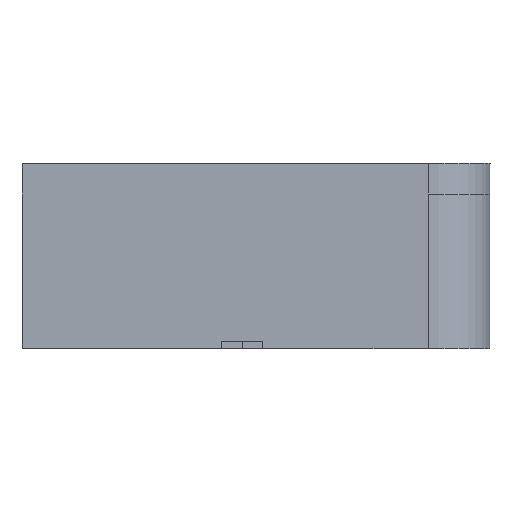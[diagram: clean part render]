
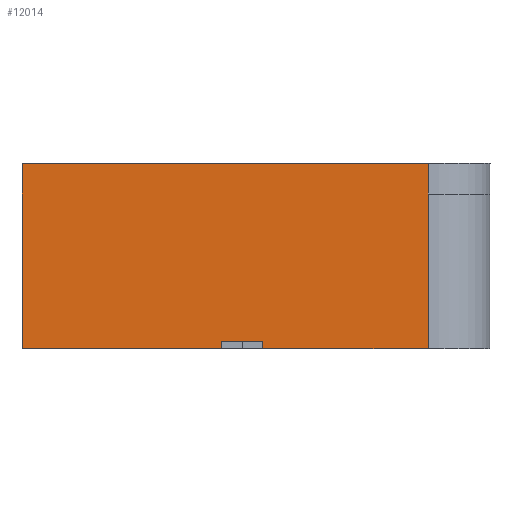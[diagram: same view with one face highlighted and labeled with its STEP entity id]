
A CAD part, left-side view. The second image highlights one B-rep face of the part: STEP entity #12014.
In plain terms, the highlighted planar face has unit normal (-1, 0, 0).
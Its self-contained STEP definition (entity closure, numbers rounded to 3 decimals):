
#59 = VECTOR ( 'NONE', #11124, 1000. ) ;
#282 = VECTOR ( 'NONE', #1044, 1000. ) ;
#338 = DIRECTION ( 'NONE',  ( -1., 0., 0. ) ) ;
#358 = CARTESIAN_POINT ( 'NONE',  ( 97.7, 20.4, 67.111 ) ) ;
#761 = CARTESIAN_POINT ( 'NONE',  ( 97.7, -5.3, -38.096 ) ) ;
#1031 = ORIENTED_EDGE ( 'NONE', *, *, #6067, .F. ) ;
#1044 = DIRECTION ( 'NONE',  ( 0., 0., -1. ) ) ;
#1089 = CARTESIAN_POINT ( 'NONE',  ( 97.7, -32., -14.096 ) ) ;
#1458 = PLANE ( 'NONE',  #10158 ) ;
#1478 = ORIENTED_EDGE ( 'NONE', *, *, #7173, .T. ) ;
#1545 = VECTOR ( 'NONE', #2251, 1000. ) ;
#1612 = DIRECTION ( 'NONE',  ( 0., 0., -1. ) ) ;
#1669 = LINE ( 'NONE', #10282, #3767 ) ;
#1684 = CARTESIAN_POINT ( 'NONE',  ( 97.7, -37., -38.096 ) ) ;
#1731 = CARTESIAN_POINT ( 'NONE',  ( 97.7, -5.3, -37.096 ) ) ;
#1741 = CARTESIAN_POINT ( 'NONE',  ( 97.7, 20.4, -18.096 ) ) ;
#1746 = CARTESIAN_POINT ( 'NONE',  ( 97.7, 20.4, -14.096 ) ) ;
#1832 = VECTOR ( 'NONE', #6489, 1000. ) ;
#2251 = DIRECTION ( 'NONE',  ( 0., 1., 0. ) ) ;
#2305 = CARTESIAN_POINT ( 'NONE',  ( 97.7, -10.7, -37.096 ) ) ;
#2914 = EDGE_CURVE ( 'NONE', #7318, #9095, #6353, .T. ) ;
#3046 = ORIENTED_EDGE ( 'NONE', *, *, #3981, .F. ) ;
#3344 = ORIENTED_EDGE ( 'NONE', *, *, #4156, .F. ) ;
#3363 = VERTEX_POINT ( 'NONE', #1089 ) ;
#3423 = VECTOR ( 'NONE', #1612, 1000. ) ;
#3688 = LINE ( 'NONE', #9534, #5747 ) ;
#3767 = VECTOR ( 'NONE', #4792, 1000. ) ;
#3848 = CARTESIAN_POINT ( 'NONE',  ( 97.7, 20.4, -14.096 ) ) ;
#3864 = CARTESIAN_POINT ( 'NONE',  ( 97.7, -37., 67.111 ) ) ;
#3977 = CARTESIAN_POINT ( 'NONE',  ( 97.7, -32., -38.096 ) ) ;
#3981 = EDGE_CURVE ( 'NONE', #9487, #9095, #9800, .T. ) ;
#4150 = CARTESIAN_POINT ( 'NONE',  ( 97.7, 20.4, -38.096 ) ) ;
#4156 = EDGE_CURVE ( 'NONE', #6735, #11930, #10481, .T. ) ;
#4439 = EDGE_CURVE ( 'NONE', #6524, #3363, #3688, .T. ) ;
#4478 = VERTEX_POINT ( 'NONE', #1741 ) ;
#4560 = EDGE_CURVE ( 'NONE', #11242, #3363, #9599, .T. ) ;
#4792 = DIRECTION ( 'NONE',  ( 0., 0., 1. ) ) ;
#4802 = EDGE_CURVE ( 'NONE', #9487, #11242, #1669, .T. ) ;
#4977 = LINE ( 'NONE', #6905, #282 ) ;
#4991 = CARTESIAN_POINT ( 'NONE',  ( 97.7, -10.7, -37.096 ) ) ;
#5063 = CARTESIAN_POINT ( 'NONE',  ( 97.7, -37., -38.096 ) ) ;
#5299 = EDGE_LOOP ( 'NONE', ( #1031, #6300, #11112, #3046, #12223, #11792, #11142, #1478, #9325, #3344 ) ) ;
#5747 = VECTOR ( 'NONE', #10233, 1000. ) ;
#5796 = LINE ( 'NONE', #358, #9644 ) ;
#5922 = CARTESIAN_POINT ( 'NONE',  ( 97.7, -32., 67.111 ) ) ;
#6067 = EDGE_CURVE ( 'NONE', #10623, #6735, #4977, .T. ) ;
#6257 = LINE ( 'NONE', #7315, #59 ) ;
#6300 = ORIENTED_EDGE ( 'NONE', *, *, #7927, .F. ) ;
#6353 = LINE ( 'NONE', #2305, #3423 ) ;
#6489 = DIRECTION ( 'NONE',  ( 0., 0., -1. ) ) ;
#6524 = VERTEX_POINT ( 'NONE', #3848 ) ;
#6735 = VERTEX_POINT ( 'NONE', #761 ) ;
#6905 = CARTESIAN_POINT ( 'NONE',  ( 97.7, -5.3, -37.096 ) ) ;
#7173 = EDGE_CURVE ( 'NONE', #6524, #4478, #9168, .T. ) ;
#7315 = CARTESIAN_POINT ( 'NONE',  ( 97.7, -5.3, -37.096 ) ) ;
#7318 = VERTEX_POINT ( 'NONE', #4991 ) ;
#7721 = VECTOR ( 'NONE', #10357, 1000. ) ;
#7857 = DIRECTION ( 'NONE',  ( 0., 0., -1. ) ) ;
#7927 = EDGE_CURVE ( 'NONE', #7318, #10623, #6257, .T. ) ;
#9022 = EDGE_CURVE ( 'NONE', #4478, #11930, #5796, .T. ) ;
#9095 = VERTEX_POINT ( 'NONE', #11601 ) ;
#9168 = LINE ( 'NONE', #1746, #1832 ) ;
#9318 = VECTOR ( 'NONE', #9723, 1000. ) ;
#9325 = ORIENTED_EDGE ( 'NONE', *, *, #9022, .T. ) ;
#9487 = VERTEX_POINT ( 'NONE', #3977 ) ;
#9534 = CARTESIAN_POINT ( 'NONE',  ( 97.7, 20.4, -14.096 ) ) ;
#9599 = LINE ( 'NONE', #5922, #9318 ) ;
#9644 = VECTOR ( 'NONE', #7857, 1000. ) ;
#9723 = DIRECTION ( 'NONE',  ( 0., 0., 1. ) ) ;
#9800 = LINE ( 'NONE', #5063, #1545 ) ;
#10006 = FACE_OUTER_BOUND ( 'NONE', #5299, .T. ) ;
#10067 = CARTESIAN_POINT ( 'NONE',  ( 97.7, -32., -18.096 ) ) ;
#10158 = AXIS2_PLACEMENT_3D ( 'NONE', #3864, #338, #11475 ) ;
#10233 = DIRECTION ( 'NONE',  ( 0., -1., 0. ) ) ;
#10282 = CARTESIAN_POINT ( 'NONE',  ( 97.7, -32., 67.111 ) ) ;
#10357 = DIRECTION ( 'NONE',  ( 0., 1., 0. ) ) ;
#10481 = LINE ( 'NONE', #1684, #7721 ) ;
#10623 = VERTEX_POINT ( 'NONE', #1731 ) ;
#11112 = ORIENTED_EDGE ( 'NONE', *, *, #2914, .T. ) ;
#11124 = DIRECTION ( 'NONE',  ( 0., 1., 0. ) ) ;
#11142 = ORIENTED_EDGE ( 'NONE', *, *, #4439, .F. ) ;
#11242 = VERTEX_POINT ( 'NONE', #10067 ) ;
#11475 = DIRECTION ( 'NONE',  ( 0., 0., 1. ) ) ;
#11601 = CARTESIAN_POINT ( 'NONE',  ( 97.7, -10.7, -38.096 ) ) ;
#11792 = ORIENTED_EDGE ( 'NONE', *, *, #4560, .T. ) ;
#11930 = VERTEX_POINT ( 'NONE', #4150 ) ;
#12014 = ADVANCED_FACE ( 'NONE', ( #10006 ), #1458, .T. ) ;
#12223 = ORIENTED_EDGE ( 'NONE', *, *, #4802, .T. ) ;
